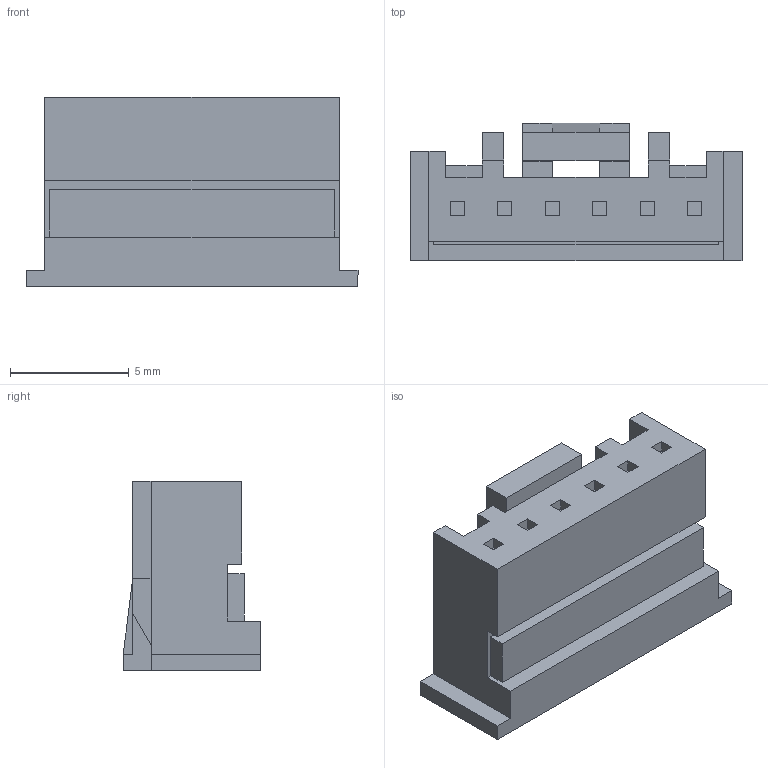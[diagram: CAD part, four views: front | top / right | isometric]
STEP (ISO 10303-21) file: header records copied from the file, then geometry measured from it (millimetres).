
FILE_DESCRIPTION (( 'STEP AP203' ), '1' );
FILE_NAME ('PAP-06V-S.STEP', '2013-06-03T03:49:49', ( '8g-kikuta' ), ( 'Microsoft' ), 'SwSTEP 2.0', 'SolidWorks 2005235', '' );
FILE_SCHEMA (( 'CONFIG_CONTROL_DESIGN' ));
Length unit declared in the file: millimetre
Products named in the file (1): PAP-06V-S
Bounding box: 14 x 5.8 x 8 mm (x, y, z)
Volume: 350 mm3; surface area: 586.6 mm2
Topology: 1 solids, 1 shells, 124 faces, 326 edges, 216 vertices
Faces by surface type: plane 124
Entity records: 3819 total; most frequent: CARTESIAN_POINT 667, ORIENTED_EDGE 652, DIRECTION 576, EDGE_CURVE 326, VECTOR 326, LINE 326, VERTEX_POINT 216, EDGE_LOOP 138
